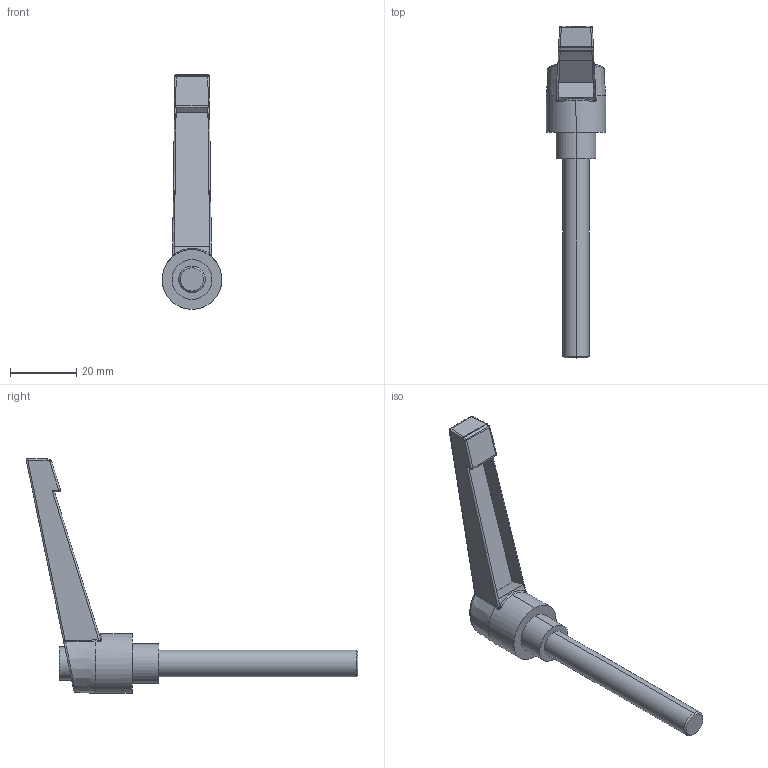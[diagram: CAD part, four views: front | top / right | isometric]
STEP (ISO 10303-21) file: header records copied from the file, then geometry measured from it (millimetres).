
FILE_DESCRIPTION (( 'STEP AP214' ), '1' );
FILE_NAME ('A404 Âèíò ñ ðóêîÿòêîé Ì8õ60.STEP', '2020-08-07T11:21:11', ( 'Windows User' ), ( '' ), 'SwSTEP 2.0', 'SolidWorks 2020', '' );
FILE_SCHEMA (( 'AUTOMOTIVE_DESIGN' ));
Length unit declared in the file: millimetre
Products named in the file (1): A404 Âèíò ñ ðóêîÿòêîé Ì8õ60
Bounding box: 18 x 99.9 x 70.69 mm (x, y, z)
Volume: 11606.4 mm3; surface area: 6098.6 mm2
Topology: 1 solids, 1 shells, 79 faces, 177 edges, 105 vertices
Faces by surface type: bspline 34, plane 29, cylinder 12, cone 4
Entity records: 5461 total; most frequent: CARTESIAN_POINT 3944, ORIENTED_EDGE 354, DIRECTION 195, EDGE_CURVE 177, VERTEX_POINT 105, B_SPLINE_CURVE_WITH_KNOTS 96, EDGE_LOOP 84, FACE_OUTER_BOUND 79
